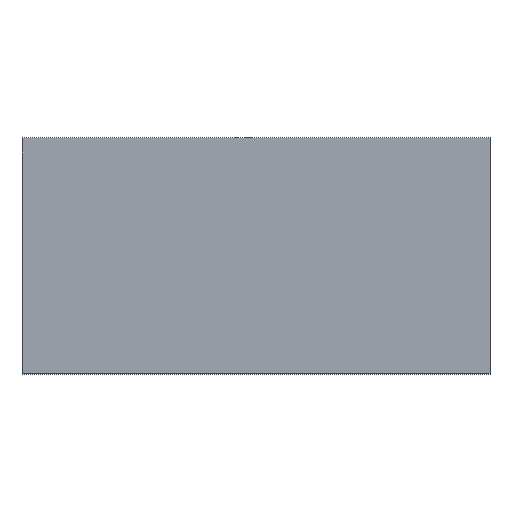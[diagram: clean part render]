
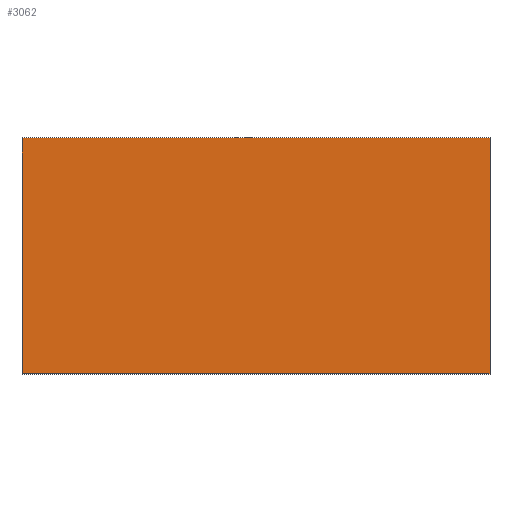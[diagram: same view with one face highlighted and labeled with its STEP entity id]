
A CAD part, top view. The second image highlights one B-rep face of the part: STEP entity #3062.
In plain terms, the highlighted planar face has unit normal (0, 0, 1).
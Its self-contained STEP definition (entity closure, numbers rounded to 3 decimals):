
#148=PLANE('',#3299);
#295=FACE_OUTER_BOUND('',#476,.T.);
#476=EDGE_LOOP('',(#2375,#2376,#2377,#2378));
#766=LINE('',#4617,#1129);
#767=LINE('',#4619,#1130);
#768=LINE('',#4621,#1131);
#769=LINE('',#4622,#1132);
#1129=VECTOR('',#3737,10.);
#1130=VECTOR('',#3738,10.);
#1131=VECTOR('',#3739,10.);
#1132=VECTOR('',#3740,10.);
#1523=VERTEX_POINT('',#4615);
#1524=VERTEX_POINT('',#4616);
#1525=VERTEX_POINT('',#4618);
#1526=VERTEX_POINT('',#4620);
#1848=EDGE_CURVE('',#1523,#1524,#766,.T.);
#1849=EDGE_CURVE('',#1524,#1525,#767,.T.);
#1850=EDGE_CURVE('',#1525,#1526,#768,.T.);
#1851=EDGE_CURVE('',#1526,#1523,#769,.T.);
#2375=ORIENTED_EDGE('',*,*,#1848,.T.);
#2376=ORIENTED_EDGE('',*,*,#1849,.T.);
#2377=ORIENTED_EDGE('',*,*,#1850,.T.);
#2378=ORIENTED_EDGE('',*,*,#1851,.T.);
#3062=ADVANCED_FACE('',(#295),#148,.T.);
#3299=AXIS2_PLACEMENT_3D('',#4614,#3735,#3736);
#3735=DIRECTION('center_axis',(0.,0.,1.));
#3736=DIRECTION('ref_axis',(1.,0.,0.));
#3737=DIRECTION('',(0.,1.,0.));
#3738=DIRECTION('',(-1.,0.,0.));
#3739=DIRECTION('',(0.,-1.,0.));
#3740=DIRECTION('',(1.,0.,0.));
#4614=CARTESIAN_POINT('Origin',(29.25,14.,17.5));
#4615=CARTESIAN_POINT('',(60.,-1.5,17.5));
#4616=CARTESIAN_POINT('',(60.,29.5,17.5));
#4617=CARTESIAN_POINT('',(60.,-1.5,17.5));
#4618=CARTESIAN_POINT('',(-1.5,29.5,17.5));
#4619=CARTESIAN_POINT('',(60.,29.5,17.5));
#4620=CARTESIAN_POINT('',(-1.5,-1.5,17.5));
#4621=CARTESIAN_POINT('',(-1.5,29.5,17.5));
#4622=CARTESIAN_POINT('',(-1.5,-1.5,17.5));
